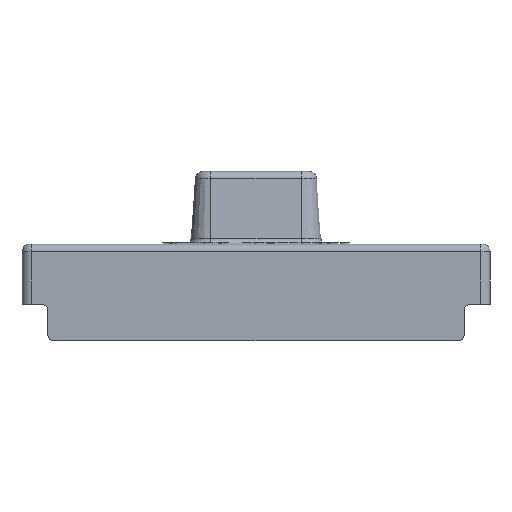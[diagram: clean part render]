
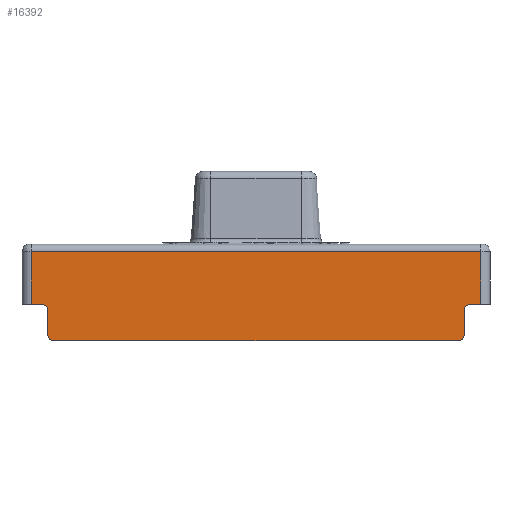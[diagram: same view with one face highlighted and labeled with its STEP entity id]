
A CAD part, front view. The second image highlights one B-rep face of the part: STEP entity #16392.
In plain terms, the highlighted planar face has unit normal (0, -1, 0).
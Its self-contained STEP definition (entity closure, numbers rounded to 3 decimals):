
#6=DIRECTION('',(-1.,0.,0.));
#7=VECTOR('',#6,66.68);
#8=CARTESIAN_POINT('',(33.34,-8.7,0.));
#9=LINE('',#8,#7);
#779=CARTESIAN_POINT('',(35.34,-8.7,5.));
#780=DIRECTION('',(0.,1.,0.));
#781=DIRECTION('',(-1.,0.,0.));
#782=AXIS2_PLACEMENT_3D('',#779,#780,#781);
#808=CARTESIAN_POINT('',(-33.34,-8.7,1.));
#809=DIRECTION('',(0.,-1.,0.));
#810=DIRECTION('',(-1.,0.,0.));
#811=AXIS2_PLACEMENT_3D('',#808,#809,#810);
#813=DIRECTION('',(0.,0.,-1.));
#814=VECTOR('',#813,4.);
#815=CARTESIAN_POINT('',(-34.34,-8.7,5.));
#816=LINE('',#815,#814);
#817=DIRECTION('',(-1.,0.,0.));
#818=VECTOR('',#817,1.76);
#819=CARTESIAN_POINT('',(-35.34,-8.7,6.));
#820=LINE('',#819,#818);
#821=DIRECTION('',(-1.,0.,0.));
#822=VECTOR('',#821,74.2);
#823=CARTESIAN_POINT('',(37.1,-8.7,14.65));
#824=LINE('',#823,#822);
#825=DIRECTION('',(-1.,0.,0.));
#826=VECTOR('',#825,1.76);
#827=CARTESIAN_POINT('',(37.1,-8.7,6.));
#828=LINE('',#827,#826);
#829=DIRECTION('',(0.,0.,-1.));
#830=VECTOR('',#829,4.);
#831=CARTESIAN_POINT('',(34.34,-8.7,5.));
#832=LINE('',#831,#830);
#833=CARTESIAN_POINT('',(33.34,-8.7,1.));
#834=DIRECTION('',(0.,-1.,0.));
#835=DIRECTION('',(0.,0.,-1.));
#836=AXIS2_PLACEMENT_3D('',#833,#834,#835);
#862=CARTESIAN_POINT('',(-35.34,-8.7,5.));
#863=DIRECTION('',(0.,1.,0.));
#864=DIRECTION('',(0.,0.,1.));
#865=AXIS2_PLACEMENT_3D('',#862,#863,#864);
#1533=DIRECTION('',(0.,0.,1.));
#1534=VECTOR('',#1533,8.65);
#1535=CARTESIAN_POINT('',(37.1,-8.7,6.));
#1536=LINE('',#1535,#1534);
#4903=DIRECTION('',(0.,0.,1.));
#4904=VECTOR('',#4903,8.65);
#4905=CARTESIAN_POINT('',(-37.1,-8.7,6.));
#4906=LINE('',#4905,#4904);
#11606=CARTESIAN_POINT('',(34.34,-8.7,5.));
#11607=CARTESIAN_POINT('',(35.34,-8.7,6.));
#11608=VERTEX_POINT('',#11606);
#11609=VERTEX_POINT('',#11607);
#11626=CARTESIAN_POINT('',(-35.34,-8.7,6.));
#11627=CARTESIAN_POINT('',(-34.34,-8.7,5.));
#11628=VERTEX_POINT('',#11626);
#11629=VERTEX_POINT('',#11627);
#12172=CARTESIAN_POINT('',(-37.1,-8.7,6.));
#12173=VERTEX_POINT('',#12172);
#12176=CARTESIAN_POINT('',(37.1,-8.7,6.));
#12177=VERTEX_POINT('',#12176);
#12224=CARTESIAN_POINT('',(-37.1,-8.7,14.65));
#12225=VERTEX_POINT('',#12224);
#12228=CARTESIAN_POINT('',(37.1,-8.7,14.65));
#12229=VERTEX_POINT('',#12228);
#12262=CARTESIAN_POINT('',(-34.34,-8.7,1.));
#12263=VERTEX_POINT('',#12262);
#12264=CARTESIAN_POINT('',(-33.34,-8.7,0.));
#12265=VERTEX_POINT('',#12264);
#12274=CARTESIAN_POINT('',(33.34,-8.7,0.));
#12275=CARTESIAN_POINT('',(34.34,-8.7,1.));
#12276=VERTEX_POINT('',#12274);
#12277=VERTEX_POINT('',#12275);
#16368=CARTESIAN_POINT('',(-37.6,-8.7,0.));
#16369=DIRECTION('',(0.,-1.,0.));
#16370=DIRECTION('',(1.,0.,0.));
#16371=AXIS2_PLACEMENT_3D('',#16368,#16369,#16370);
#16372=PLANE('',#16371);
#16373=ORIENTED_EDGE('',*,*,#15387,.F.);
#16375=ORIENTED_EDGE('',*,*,#16374,.F.);
#16377=ORIENTED_EDGE('',*,*,#16376,.F.);
#16378=ORIENTED_EDGE('',*,*,#16297,.T.);
#16380=ORIENTED_EDGE('',*,*,#16379,.T.);
#16382=ORIENTED_EDGE('',*,*,#16381,.F.);
#16384=ORIENTED_EDGE('',*,*,#16383,.F.);
#16385=ORIENTED_EDGE('',*,*,#16259,.T.);
#16386=ORIENTED_EDGE('',*,*,#16319,.F.);
#16387=ORIENTED_EDGE('',*,*,#16332,.T.);
#16388=ORIENTED_EDGE('',*,*,#16360,.F.);
#16389=ORIENTED_EDGE('',*,*,#15353,.T.);
#16390=EDGE_LOOP('',(#16373,#16375,#16377,#16378,#16380,#16382,#16384,#16385,
#16386,#16387,#16388,#16389));
#16391=FACE_OUTER_BOUND('',#16390,.F.);
#16392=ADVANCED_FACE('',(#16391),#16372,.T.);
#783=CIRCLE('',#782,1.);
#812=CIRCLE('',#811,1.);
#837=CIRCLE('',#836,1.);
#866=CIRCLE('',#865,1.);
#15353=EDGE_CURVE('',#12276,#12265,#9,.T.);
#15387=EDGE_CURVE('',#12263,#12265,#812,.T.);
#16259=EDGE_CURVE('',#12177,#11609,#828,.T.);
#16297=EDGE_CURVE('',#11628,#12173,#820,.T.);
#16319=EDGE_CURVE('',#11608,#11609,#783,.T.);
#16332=EDGE_CURVE('',#11608,#12277,#832,.T.);
#16360=EDGE_CURVE('',#12276,#12277,#837,.T.);
#16374=EDGE_CURVE('',#11629,#12263,#816,.T.);
#16376=EDGE_CURVE('',#11628,#11629,#866,.T.);
#16379=EDGE_CURVE('',#12173,#12225,#4906,.T.);
#16381=EDGE_CURVE('',#12229,#12225,#824,.T.);
#16383=EDGE_CURVE('',#12177,#12229,#1536,.T.);
